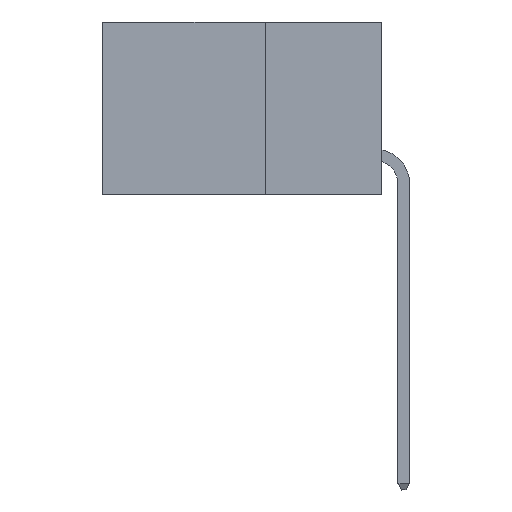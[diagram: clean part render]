
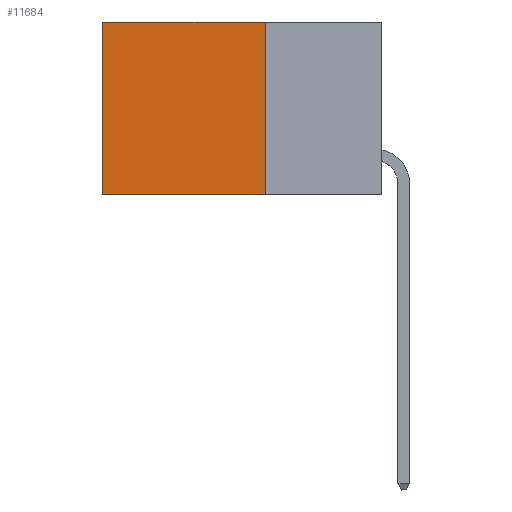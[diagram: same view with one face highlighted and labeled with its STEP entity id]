
A CAD part, left-side view. The second image highlights one B-rep face of the part: STEP entity #11684.
In plain terms, the highlighted planar face has unit normal (-1, 0, 0).
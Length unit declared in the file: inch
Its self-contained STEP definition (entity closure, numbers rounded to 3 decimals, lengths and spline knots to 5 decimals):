
#209 = VECTOR ( 'NONE', #21981, 39.37008 ) ;
#829 = PLANE ( 'NONE',  #12818 ) ;
#1138 = FACE_OUTER_BOUND ( 'NONE', #22307, .T. ) ;
#1286 = DIRECTION ( 'NONE',  ( 0., 1., 0. ) ) ;
#1549 = DIRECTION ( 'NONE',  ( 0., 1., 0. ) ) ;
#1586 = LINE ( 'NONE', #12556, #6276 ) ;
#2691 = CARTESIAN_POINT ( 'NONE',  ( 0.2875, 0.25, 0. ) ) ;
#4201 = EDGE_CURVE ( 'NONE', #17376, #19549, #9329, .T. ) ;
#4432 = LINE ( 'NONE', #2691, #21438 ) ;
#5153 = CARTESIAN_POINT ( 'NONE',  ( 0.2875, 0.25, 0. ) ) ;
#5420 = CARTESIAN_POINT ( 'NONE',  ( 0.2875, 0.25, -0.37 ) ) ;
#5429 = CARTESIAN_POINT ( 'NONE',  ( 0.2875, 0.6, 0. ) ) ;
#6276 = VECTOR ( 'NONE', #1549, 39.37008 ) ;
#6371 = LINE ( 'NONE', #20208, #209 ) ;
#6565 = EDGE_CURVE ( 'NONE', #7182, #20478, #1586, .T. ) ;
#7182 = VERTEX_POINT ( 'NONE', #5420 ) ;
#7657 = ORIENTED_EDGE ( 'NONE', *, *, #10198, .F. ) ;
#8109 = ORIENTED_EDGE ( 'NONE', *, *, #4201, .T. ) ;
#8734 = ORIENTED_EDGE ( 'NONE', *, *, #6565, .F. ) ;
#9329 = LINE ( 'NONE', #12434, #12534 ) ;
#10198 = EDGE_CURVE ( 'NONE', #17376, #7182, #4432, .T. ) ;
#10212 = CARTESIAN_POINT ( 'NONE',  ( 0.2875, 0.25, 0. ) ) ;
#10289 = DIRECTION ( 'NONE',  ( 0., 0., -1. ) ) ;
#11684 = ADVANCED_FACE ( 'NONE', ( #1138 ), #829, .F. ) ;
#12434 = CARTESIAN_POINT ( 'NONE',  ( 0.2875, 0.25, 0. ) ) ;
#12534 = VECTOR ( 'NONE', #1286, 39.37008 ) ;
#12556 = CARTESIAN_POINT ( 'NONE',  ( 0.2875, 0.25, -0.37 ) ) ;
#12818 = AXIS2_PLACEMENT_3D ( 'NONE', #10212, #15803, #10289 ) ;
#12833 = CARTESIAN_POINT ( 'NONE',  ( 0.2875, 0.6, -0.37 ) ) ;
#15803 = DIRECTION ( 'NONE',  ( 1., 0., 0. ) ) ;
#17376 = VERTEX_POINT ( 'NONE', #5153 ) ;
#19549 = VERTEX_POINT ( 'NONE', #5429 ) ;
#20208 = CARTESIAN_POINT ( 'NONE',  ( 0.2875, 0.6, 0. ) ) ;
#20478 = VERTEX_POINT ( 'NONE', #12833 ) ;
#21438 = VECTOR ( 'NONE', #23376, 39.37008 ) ;
#21981 = DIRECTION ( 'NONE',  ( 0., 0., -1. ) ) ;
#22186 = ORIENTED_EDGE ( 'NONE', *, *, #24178, .T. ) ;
#22307 = EDGE_LOOP ( 'NONE', ( #22186, #8734, #7657, #8109 ) ) ;
#23376 = DIRECTION ( 'NONE',  ( 0., 0., -1. ) ) ;
#24178 = EDGE_CURVE ( 'NONE', #19549, #20478, #6371, .T. ) ;
